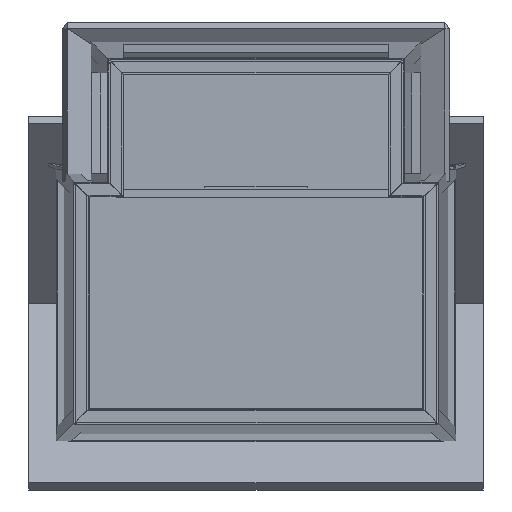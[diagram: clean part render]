
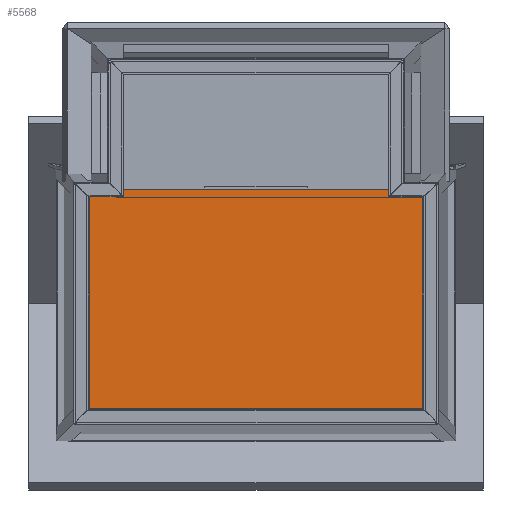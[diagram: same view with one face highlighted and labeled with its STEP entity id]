
A CAD part, front view. The second image highlights one B-rep face of the part: STEP entity #5568.
In plain terms, the highlighted planar face has unit normal (0, 1, 0).
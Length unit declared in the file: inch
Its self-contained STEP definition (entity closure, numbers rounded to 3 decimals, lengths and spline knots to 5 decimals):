
#6 = ORIENTED_EDGE ( 'NONE', *, *, #3012, .T. ) ;
#867 = LINE ( 'NONE', #8982, #6838 ) ;
#868 = DIRECTION ( 'NONE',  ( 0., 0., -1. ) ) ;
#999 = CARTESIAN_POINT ( 'NONE',  ( 2.1, 0., 1.365 ) ) ;
#1650 = PLANE ( 'NONE',  #7071 ) ;
#2411 = VECTOR ( 'NONE', #21848, 39.37008 ) ;
#3012 = EDGE_CURVE ( 'NONE', #3436, #3866, #8010, .T. ) ;
#3436 = VERTEX_POINT ( 'NONE', #25016 ) ;
#3866 = VERTEX_POINT ( 'NONE', #7762 ) ;
#4988 = LINE ( 'NONE', #999, #22941 ) ;
#5004 = VERTEX_POINT ( 'NONE', #26325 ) ;
#5568 = ADVANCED_FACE ( 'NONE', ( #11766 ), #1650, .F. ) ;
#6138 = CARTESIAN_POINT ( 'NONE',  ( -2.1, 0., 1.365 ) ) ;
#6838 = VECTOR ( 'NONE', #7115, 39.37008 ) ;
#7071 = AXIS2_PLACEMENT_3D ( 'NONE', #8124, #14240, #12656 ) ;
#7115 = DIRECTION ( 'NONE',  ( -1., 0., 0. ) ) ;
#7429 = EDGE_LOOP ( 'NONE', ( #10382, #21708, #17386, #6 ) ) ;
#7762 = CARTESIAN_POINT ( 'NONE',  ( 2.1, 0., 1.365 ) ) ;
#7767 = DIRECTION ( 'NONE',  ( 0., 0., 1. ) ) ;
#8010 = LINE ( 'NONE', #6138, #2411 ) ;
#8124 = CARTESIAN_POINT ( 'NONE',  ( 0., 0., 0. ) ) ;
#8798 = CARTESIAN_POINT ( 'NONE',  ( -2.1, 0., -1.365 ) ) ;
#8982 = CARTESIAN_POINT ( 'NONE',  ( -2.1, 0., -1.365 ) ) ;
#9734 = VECTOR ( 'NONE', #7767, 39.37008 ) ;
#10382 = ORIENTED_EDGE ( 'NONE', *, *, #23864, .T. ) ;
#11766 = FACE_OUTER_BOUND ( 'NONE', #7429, .T. ) ;
#12656 = DIRECTION ( 'NONE',  ( 0., 0., -1. ) ) ;
#14240 = DIRECTION ( 'NONE',  ( 0., -1., 0. ) ) ;
#17386 = ORIENTED_EDGE ( 'NONE', *, *, #22782, .T. ) ;
#19999 = CARTESIAN_POINT ( 'NONE',  ( -2.1, 0., 1.365 ) ) ;
#21011 = EDGE_CURVE ( 'NONE', #5004, #22151, #867, .T. ) ;
#21708 = ORIENTED_EDGE ( 'NONE', *, *, #21011, .T. ) ;
#21848 = DIRECTION ( 'NONE',  ( 1., 0., 0. ) ) ;
#22151 = VERTEX_POINT ( 'NONE', #8798 ) ;
#22782 = EDGE_CURVE ( 'NONE', #22151, #3436, #26122, .T. ) ;
#22941 = VECTOR ( 'NONE', #868, 39.37008 ) ;
#23864 = EDGE_CURVE ( 'NONE', #3866, #5004, #4988, .T. ) ;
#25016 = CARTESIAN_POINT ( 'NONE',  ( -2.1, 0., 1.365 ) ) ;
#26122 = LINE ( 'NONE', #19999, #9734 ) ;
#26325 = CARTESIAN_POINT ( 'NONE',  ( 2.1, 0., -1.365 ) ) ;
